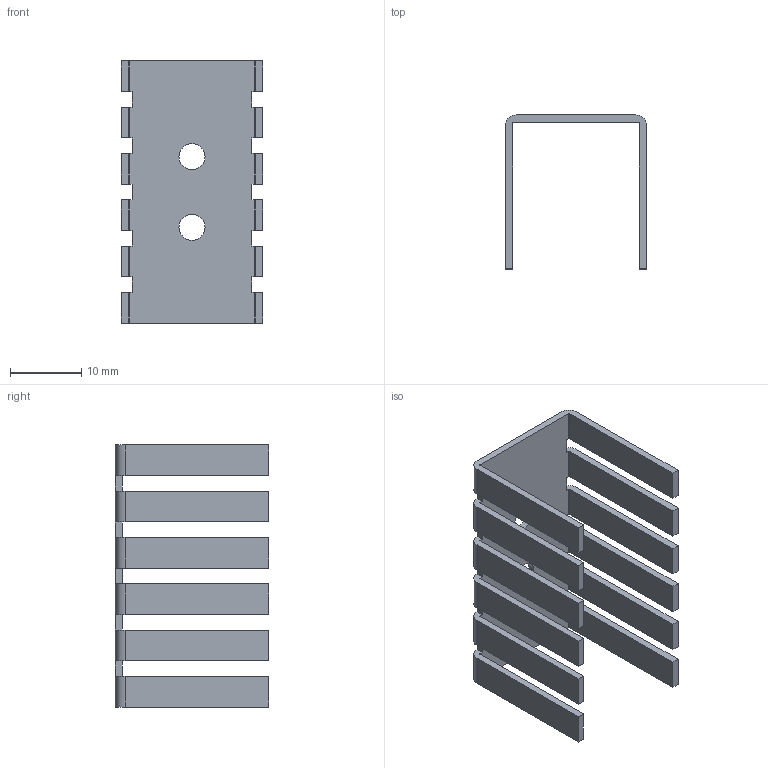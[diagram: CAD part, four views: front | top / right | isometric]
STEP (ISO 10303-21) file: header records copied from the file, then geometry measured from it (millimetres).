
FILE_DESCRIPTION(/* description */ (''),/* implementation_level */ '2;1');
FILE_NAME(/* name */ 'HSINK_AAVID-THERMALLOY_504222B00000G_v.stp',/* time_stamp */ '2015-06-04T08:08:35+02:00',/* author */ ('admchouv'),/* organization */ (''),/* preprocessor_version */ 'ST-DEVELOPER v15.5',/* originating_system */ 'AutoCAD Mechanical',/* authorisation */ '');
FILE_SCHEMA (('AUTOMOTIVE_DESIGN { 1 0 10303 214 3 1 1 }'));
Length unit declared in the file: millimetre
Products named in the file (1): Product
Bounding box: 19.81 x 21.59 x 36.83 mm (x, y, z)
Volume: 1721.7 mm3; surface area: 4106.5 mm2
Topology: 1 solids, 1 shells, 96 faces, 262 edges, 168 vertices
Faces by surface type: plane 70, cylinder 26
Full cylindrical faces by diameter (mm): 3.66 x2
Entity records: 3028 total; most frequent: CARTESIAN_POINT 525, ORIENTED_EDGE 520, DIRECTION 506, EDGE_CURVE 260, LINE 208, VECTOR 208, VERTEX_POINT 168, AXIS2_PLACEMENT_3D 149
